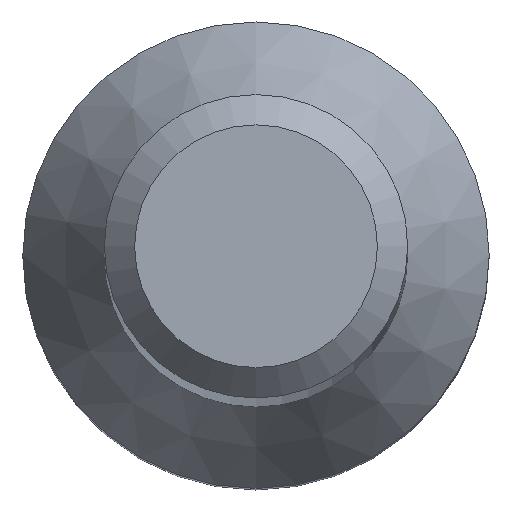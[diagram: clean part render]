
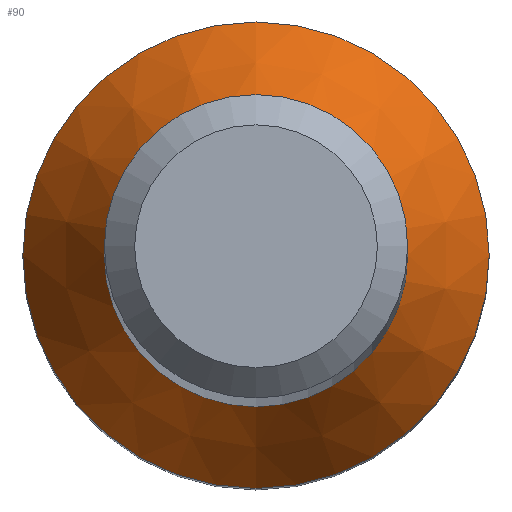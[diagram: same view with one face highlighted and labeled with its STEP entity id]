
A CAD part, top view. The second image highlights one B-rep face of the part: STEP entity #90.
In plain terms, the highlighted conical face has half-angle 30 degrees and reference radius 3.075 mm.
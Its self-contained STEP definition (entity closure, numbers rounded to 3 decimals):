
#5 = DIRECTION ( 'NONE',  ( 0., 1., 0. ) ) ;
#22 = EDGE_CURVE ( 'NONE', #212, #212, #125, .T. ) ;
#57 = DIRECTION ( 'NONE',  ( 0., 1., 0. ) ) ;
#63 = EDGE_LOOP ( 'NONE', ( #131 ) ) ;
#65 = CARTESIAN_POINT ( 'NONE',  ( 0., 3.075, 12. ) ) ;
#84 = CARTESIAN_POINT ( 'NONE',  ( 0., 0., 13.862 ) ) ;
#86 = CARTESIAN_POINT ( 'NONE',  ( 0., 2., 13.862 ) ) ;
#90 = ADVANCED_FACE ( 'NONE', ( #120, #165 ), #147, .T. ) ;
#106 = ORIENTED_EDGE ( 'NONE', *, *, #22, .F. ) ;
#108 = CIRCLE ( 'NONE', #200, 2. ) ;
#109 = DIRECTION ( 'NONE',  ( 0., 0., -1. ) ) ;
#120 = FACE_BOUND ( 'NONE', #63, .T. ) ;
#125 = CIRCLE ( 'NONE', #242, 3.075 ) ;
#131 = ORIENTED_EDGE ( 'NONE', *, *, #229, .T. ) ;
#135 = DIRECTION ( 'NONE',  ( 0., 1., 0. ) ) ;
#138 = VERTEX_POINT ( 'NONE', #86 ) ;
#142 = CARTESIAN_POINT ( 'NONE',  ( 0., 0., 12. ) ) ;
#147 = CONICAL_SURFACE ( 'NONE', #175, 3.075, 0.524 ) ;
#165 = FACE_OUTER_BOUND ( 'NONE', #224, .T. ) ;
#175 = AXIS2_PLACEMENT_3D ( 'NONE', #232, #177, #57 ) ;
#177 = DIRECTION ( 'NONE',  ( 0., 0., -1. ) ) ;
#200 = AXIS2_PLACEMENT_3D ( 'NONE', #84, #241, #135 ) ;
#212 = VERTEX_POINT ( 'NONE', #65 ) ;
#224 = EDGE_LOOP ( 'NONE', ( #106 ) ) ;
#229 = EDGE_CURVE ( 'NONE', #138, #138, #108, .T. ) ;
#232 = CARTESIAN_POINT ( 'NONE',  ( 0., 0., 12. ) ) ;
#241 = DIRECTION ( 'NONE',  ( 0., 0., -1. ) ) ;
#242 = AXIS2_PLACEMENT_3D ( 'NONE', #142, #109, #5 ) ;
